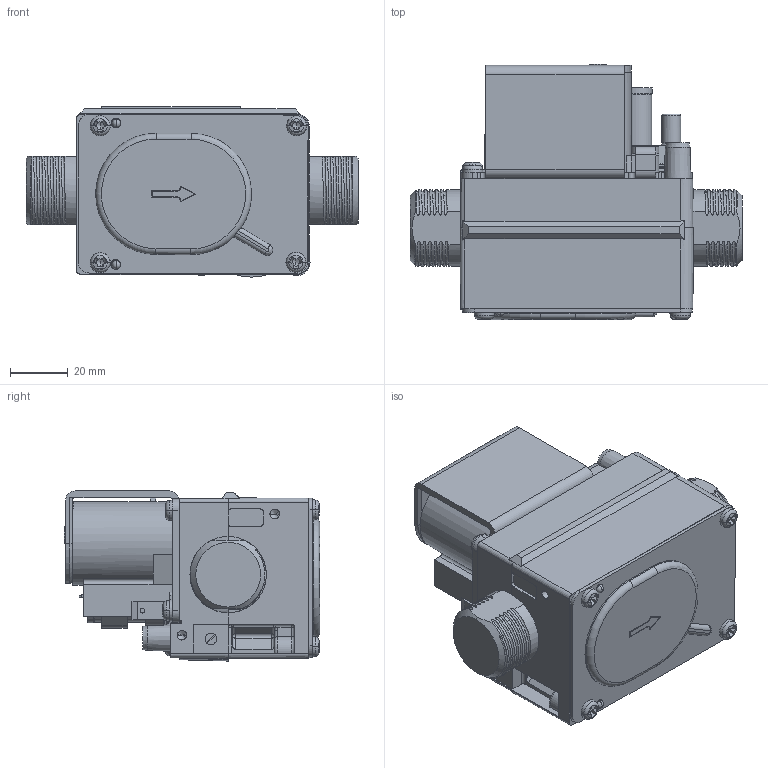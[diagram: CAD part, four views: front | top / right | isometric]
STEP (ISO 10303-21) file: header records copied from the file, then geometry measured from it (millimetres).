
FILE_DESCRIPTION(/* description */ (''),/* implementation_level */ '2;1');
FILE_NAME(/* name */ 'vgu86sa.stp',/* time_stamp */ '2016-09-27T08:32:04+02:00',/* author */ (''),/* organization */ (''),/* preprocessor_version */ 'ST-DEVELOPER v15',/* originating_system */ 'SIEMENS PLM Software NX 8.5',/* authorisation */ '');
FILE_SCHEMA (('AUTOMOTIVE_DESIGN { 1 0 10303 214 3 1 1 1 }'));
Products named in the file (1): ront0EF0737B5dj3
Bounding box: 115 x 88.48 x 58.95 mm (x, y, z)
Volume: 270820.8 mm3; surface area: 63950.4 mm2
Topology: 1 solids, 12 shells, 1124 faces, 2963 edges, 1892 vertices
Faces by surface type: plane 511, cylinder 294, cone 176, torus 61, bspline 54, sphere 28
Full cylindrical faces by diameter (mm): 6 x1
Entity records: 69371 total; most frequent: CARTESIAN_POINT 41651, ORIENTED_EDGE 5870, DIRECTION 5769, EDGE_CURVE 2935, AXIS2_PLACEMENT_3D 2164, VERTEX_POINT 1895, LINE 1441, VECTOR 1441
